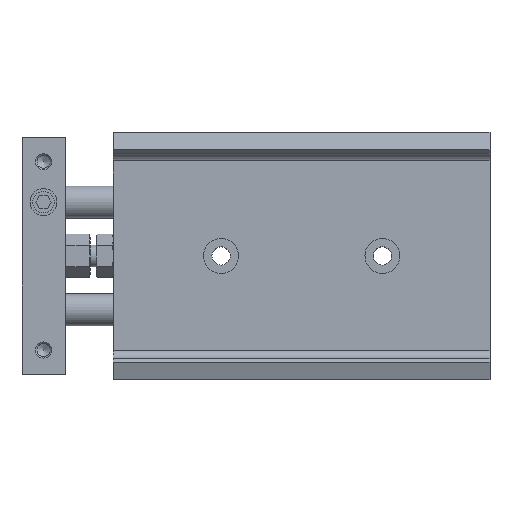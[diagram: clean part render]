
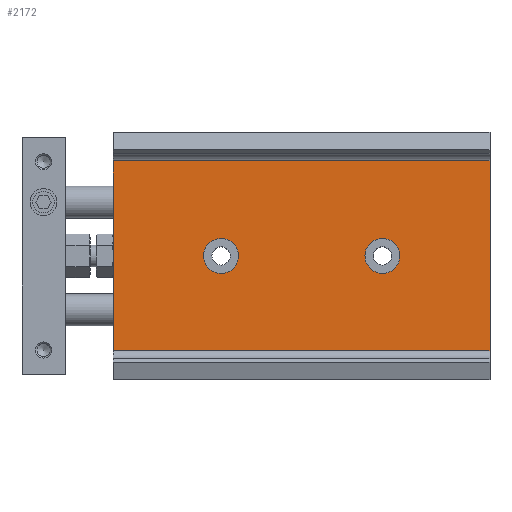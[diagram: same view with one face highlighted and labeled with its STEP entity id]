
A CAD part, top view. The second image highlights one B-rep face of the part: STEP entity #2172.
In plain terms, the highlighted face is planar.
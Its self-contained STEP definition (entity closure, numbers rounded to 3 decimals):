
#117=LINE('',#3445,#235);
#118=LINE('',#3451,#236);
#119=LINE('',#3453,#237);
#120=LINE('',#3455,#238);
#235=VECTOR('',#2730,1000.);
#236=VECTOR('',#2737,1000.);
#237=VECTOR('',#2738,1000.);
#238=VECTOR('',#2739,1000.);
#325=PLANE('',#2375);
#401=CIRCLE('',#2376,3.25);
#402=CIRCLE('',#2377,3.25);
#579=ORIENTED_EDGE('',*,*,#1120,.F.);
#580=ORIENTED_EDGE('',*,*,#1121,.F.);
#581=ORIENTED_EDGE('',*,*,#1122,.F.);
#582=ORIENTED_EDGE('',*,*,#1119,.F.);
#583=ORIENTED_EDGE('',*,*,#1123,.T.);
#584=ORIENTED_EDGE('',*,*,#1124,.T.);
#1119=EDGE_CURVE('',#1380,#1379,#117,.T.);
#1120=EDGE_CURVE('',#1381,#1381,#401,.T.);
#1121=EDGE_CURVE('',#1382,#1382,#402,.T.);
#1122=EDGE_CURVE('',#1379,#1383,#118,.T.);
#1123=EDGE_CURVE('',#1380,#1384,#119,.T.);
#1124=EDGE_CURVE('',#1384,#1383,#120,.T.);
#1379=VERTEX_POINT('',#3442);
#1380=VERTEX_POINT('',#3444);
#1381=VERTEX_POINT('',#3448);
#1382=VERTEX_POINT('',#3450);
#1383=VERTEX_POINT('',#3452);
#1384=VERTEX_POINT('',#3454);
#1622=EDGE_LOOP('',(#579));
#1623=EDGE_LOOP('',(#580));
#1624=EDGE_LOOP('',(#581,#582,#583,#584));
#1868=FACE_BOUND('',#1622,.T.);
#1869=FACE_BOUND('',#1623,.T.);
#1870=FACE_BOUND('',#1624,.T.);
#2172=ADVANCED_FACE('',(#1868,#1869,#1870),#325,.T.);
#2375=AXIS2_PLACEMENT_3D('',#3446,#2731,#2732);
#2376=AXIS2_PLACEMENT_3D('',#3447,#2733,#2734);
#2377=AXIS2_PLACEMENT_3D('',#3449,#2735,#2736);
#2730=DIRECTION('',(0.,0.,1.));
#2731=DIRECTION('',(1.,0.,0.));
#2732=DIRECTION('',(0.,0.,-1.));
#2733=DIRECTION('',(1.,0.,0.));
#2734=DIRECTION('',(0.,0.,-1.));
#2735=DIRECTION('',(1.,0.,0.));
#2736=DIRECTION('',(0.,0.,-1.));
#2737=DIRECTION('',(0.,1.,0.));
#2738=DIRECTION('',(0.,1.,0.));
#2739=DIRECTION('',(0.,0.,1.));
#3442=CARTESIAN_POINT('',(10.,-17.653,0.));
#3444=CARTESIAN_POINT('',(10.,-17.653,-70.));
#3445=CARTESIAN_POINT('',(10.,-17.653,-70.));
#3446=CARTESIAN_POINT('',(10.,-17.653,-70.));
#3447=CARTESIAN_POINT('',(10.,0.,-50.));
#3448=CARTESIAN_POINT('',(10.,0.,-53.25));
#3449=CARTESIAN_POINT('',(10.,0.,-20.));
#3450=CARTESIAN_POINT('',(10.,0.,-23.25));
#3451=CARTESIAN_POINT('',(10.,-17.653,0.));
#3452=CARTESIAN_POINT('',(10.,17.653,0.));
#3453=CARTESIAN_POINT('',(10.,-17.653,-70.));
#3454=CARTESIAN_POINT('',(10.,17.653,-70.));
#3455=CARTESIAN_POINT('',(10.,17.653,-70.));
